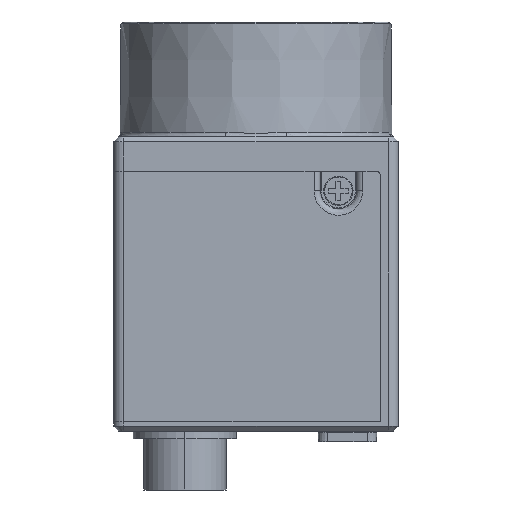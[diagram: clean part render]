
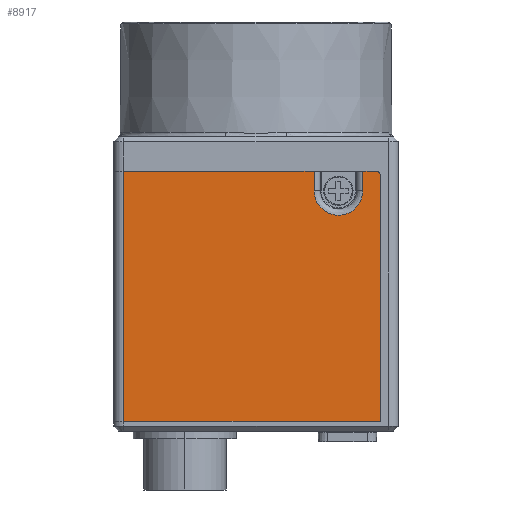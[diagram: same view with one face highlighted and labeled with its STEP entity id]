
A CAD part, left-side view. The second image highlights one B-rep face of the part: STEP entity #8917.
In plain terms, the highlighted planar face has unit normal (-1, 0, 0).
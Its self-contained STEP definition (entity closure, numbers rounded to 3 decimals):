
#159 = CARTESIAN_POINT ( 'NONE',  ( -14.5, 13.5, 9.382 ) ) ;
#442 = ORIENTED_EDGE ( 'NONE', *, *, #5071, .F. ) ;
#465 = LINE ( 'NONE', #14644, #12692 ) ;
#699 = CARTESIAN_POINT ( 'NONE',  ( -14.5, -10.885, 7.382 ) ) ;
#1324 = DIRECTION ( 'NONE',  ( 0., -1., 0. ) ) ;
#1575 = DIRECTION ( 'NONE',  ( 0., 0., 1. ) ) ;
#1912 = DIRECTION ( 'NONE',  ( 1., 0., 0. ) ) ;
#1922 = VERTEX_POINT ( 'NONE', #3919 ) ;
#1954 = ORIENTED_EDGE ( 'NONE', *, *, #10679, .F. ) ;
#2444 = CARTESIAN_POINT ( 'NONE',  ( -14.5, -10.885, 7.382 ) ) ;
#2452 = VERTEX_POINT ( 'NONE', #12677 ) ;
#2582 = LINE ( 'NONE', #9794, #3729 ) ;
#2918 = ORIENTED_EDGE ( 'NONE', *, *, #12155, .F. ) ;
#3087 = FACE_OUTER_BOUND ( 'NONE', #11195, .T. ) ;
#3301 = CARTESIAN_POINT ( 'NONE',  ( -14.5, -12.5, -16.118 ) ) ;
#3452 = EDGE_CURVE ( 'NONE', #6164, #2452, #465, .T. ) ;
#3541 = DIRECTION ( 'NONE',  ( 0., -1., 0. ) ) ;
#3577 = AXIS2_PLACEMENT_3D ( 'NONE', #12772, #1912, #11593 ) ;
#3729 = VECTOR ( 'NONE', #5178, 1000. ) ;
#3857 = CARTESIAN_POINT ( 'NONE',  ( -14.5, -5.915, 7.382 ) ) ;
#3919 = CARTESIAN_POINT ( 'NONE',  ( -14.5, -5.915, 9.382 ) ) ;
#4298 = CARTESIAN_POINT ( 'NONE',  ( -14.5, -5.915, 9.132 ) ) ;
#4649 = VERTEX_POINT ( 'NONE', #9609 ) ;
#4853 = LINE ( 'NONE', #4298, #6603 ) ;
#4934 = VERTEX_POINT ( 'NONE', #13280 ) ;
#5071 = EDGE_CURVE ( 'NONE', #8591, #11714, #2582, .T. ) ;
#5178 = DIRECTION ( 'NONE',  ( 0., 0., 1. ) ) ;
#5247 = DIRECTION ( 'NONE',  ( 0., 0., -1. ) ) ;
#5608 = EDGE_CURVE ( 'NONE', #4649, #13412, #11877, .T. ) ;
#5666 = LINE ( 'NONE', #3301, #14916 ) ;
#5703 = DIRECTION ( 'NONE',  ( 0., 0., -1. ) ) ;
#6076 = EDGE_CURVE ( 'NONE', #13206, #6164, #10674, .T. ) ;
#6164 = VERTEX_POINT ( 'NONE', #699 ) ;
#6256 = ORIENTED_EDGE ( 'NONE', *, *, #7923, .F. ) ;
#6483 = EDGE_CURVE ( 'NONE', #4934, #8591, #5666, .T. ) ;
#6603 = VECTOR ( 'NONE', #5247, 1000. ) ;
#6767 = CARTESIAN_POINT ( 'NONE',  ( -14.5, -12.7, 8.882 ) ) ;
#6838 = VECTOR ( 'NONE', #1324, 1000. ) ;
#6904 = CARTESIAN_POINT ( 'NONE',  ( -14.5, -12.7, 9.132 ) ) ;
#7449 = VECTOR ( 'NONE', #3541, 1000. ) ;
#7553 = AXIS2_PLACEMENT_3D ( 'NONE', #10490, #9286, #5703 ) ;
#7919 = PLANE ( 'NONE',  #3577 ) ;
#7923 = EDGE_CURVE ( 'NONE', #2452, #4649, #12502, .T. ) ;
#8332 = EDGE_CURVE ( 'NONE', #1922, #13206, #4853, .T. ) ;
#8591 = VERTEX_POINT ( 'NONE', #9381 ) ;
#8695 = CARTESIAN_POINT ( 'NONE',  ( -14.5, -5.915, 2.412 ) ) ;
#8917 = ADVANCED_FACE ( 'NONE', ( #3087 ), #7919, .F. ) ;
#8966 = ORIENTED_EDGE ( 'NONE', *, *, #5608, .F. ) ;
#9286 = DIRECTION ( 'NONE',  ( 1., 0., 0. ) ) ;
#9381 = CARTESIAN_POINT ( 'NONE',  ( -14.5, 13.5, -16.118 ) ) ;
#9494 = DIRECTION ( 'NONE',  ( 0., 1., 0. ) ) ;
#9609 = CARTESIAN_POINT ( 'NONE',  ( -14.5, -12.2, 9.382 ) ) ;
#9794 = CARTESIAN_POINT ( 'NONE',  ( -14.5, 13.5, 9.132 ) ) ;
#9950 = ORIENTED_EDGE ( 'NONE', *, *, #6483, .F. ) ;
#10490 = CARTESIAN_POINT ( 'NONE',  ( -14.5, -12.2, 8.882 ) ) ;
#10555 = VECTOR ( 'NONE', #12872, 1000. ) ;
#10674 =( BOUNDED_CURVE ( )  B_SPLINE_CURVE ( 3, ( #3857, #8695, #13534, #2444 ),
 .UNSPECIFIED., .F., .F. ) 
 B_SPLINE_CURVE_WITH_KNOTS ( ( 4, 4 ),
 ( 0., 1. ),
 .UNSPECIFIED. ) 
 CURVE ( )  GEOMETRIC_REPRESENTATION_ITEM ( )  RATIONAL_B_SPLINE_CURVE ( ( 1., 0.333, 0.333, 1. ) ) 
 REPRESENTATION_ITEM ( '' )  );
#10679 = EDGE_CURVE ( 'NONE', #11714, #1922, #14555, .T. ) ;
#10984 = ORIENTED_EDGE ( 'NONE', *, *, #6076, .F. ) ;
#11195 = EDGE_LOOP ( 'NONE', ( #1954, #442, #9950, #2918, #8966, #6256, #11506, #10984, #14926 ) ) ;
#11324 = CARTESIAN_POINT ( 'NONE',  ( -14.5, -12.5, 9.382 ) ) ;
#11506 = ORIENTED_EDGE ( 'NONE', *, *, #3452, .F. ) ;
#11593 = DIRECTION ( 'NONE',  ( 0., 0., -1. ) ) ;
#11714 = VERTEX_POINT ( 'NONE', #159 ) ;
#11877 = CIRCLE ( 'NONE', #7553, 0.5 ) ;
#12155 = EDGE_CURVE ( 'NONE', #13412, #4934, #15405, .T. ) ;
#12502 = LINE ( 'NONE', #11324, #6838 ) ;
#12677 = CARTESIAN_POINT ( 'NONE',  ( -14.5, -10.885, 9.382 ) ) ;
#12692 = VECTOR ( 'NONE', #1575, 1000. ) ;
#12772 = CARTESIAN_POINT ( 'NONE',  ( -14.5, -12.5, 9.132 ) ) ;
#12872 = DIRECTION ( 'NONE',  ( 0., 0., -1. ) ) ;
#13206 = VERTEX_POINT ( 'NONE', #14418 ) ;
#13280 = CARTESIAN_POINT ( 'NONE',  ( -14.5, -12.7, -16.118 ) ) ;
#13412 = VERTEX_POINT ( 'NONE', #6767 ) ;
#13534 = CARTESIAN_POINT ( 'NONE',  ( -14.5, -10.885, 2.412 ) ) ;
#14418 = CARTESIAN_POINT ( 'NONE',  ( -14.5, -5.915, 7.382 ) ) ;
#14555 = LINE ( 'NONE', #15598, #7449 ) ;
#14644 = CARTESIAN_POINT ( 'NONE',  ( -14.5, -10.885, 9.132 ) ) ;
#14916 = VECTOR ( 'NONE', #9494, 1000. ) ;
#14926 = ORIENTED_EDGE ( 'NONE', *, *, #8332, .F. ) ;
#15405 = LINE ( 'NONE', #6904, #10555 ) ;
#15598 = CARTESIAN_POINT ( 'NONE',  ( -14.5, -12.5, 9.382 ) ) ;
